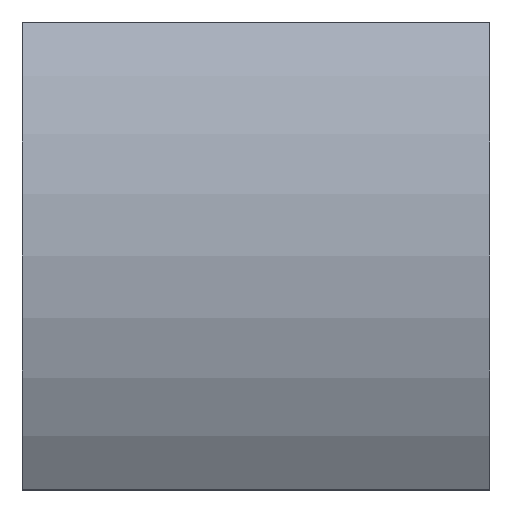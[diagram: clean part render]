
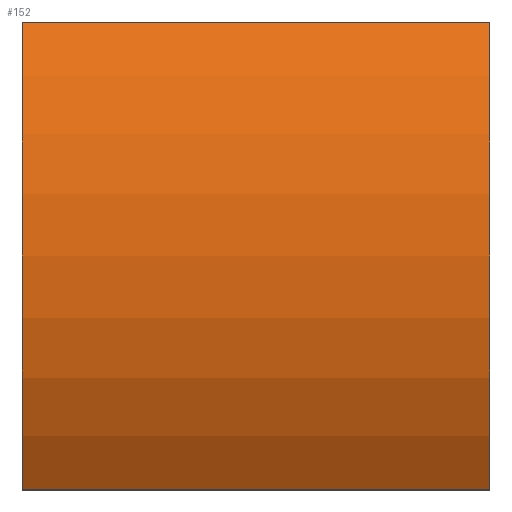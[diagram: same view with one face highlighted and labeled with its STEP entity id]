
A CAD part, left-side view. The second image highlights one B-rep face of the part: STEP entity #152.
In plain terms, the highlighted cylindrical face has radius 9.16 mm (diameter 18.32 mm), a partial arc.
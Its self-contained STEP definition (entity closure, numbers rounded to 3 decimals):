
#6 = VECTOR ( 'NONE', #22, 1000. ) ;
#13 = EDGE_LOOP ( 'NONE', ( #37, #70, #119, #55 ) ) ;
#18 = EDGE_CURVE ( 'NONE', #91, #128, #140, .T. ) ;
#21 = CARTESIAN_POINT ( 'NONE',  ( -3.32, 0., -5. ) ) ;
#22 = DIRECTION ( 'NONE',  ( 0., -1., 0. ) ) ;
#29 = DIRECTION ( 'NONE',  ( 0., 0., -1. ) ) ;
#33 = CARTESIAN_POINT ( 'NONE',  ( -3.32, 10., 5. ) ) ;
#37 = ORIENTED_EDGE ( 'NONE', *, *, #92, .T. ) ;
#50 = LINE ( 'NONE', #99, #6 ) ;
#55 = ORIENTED_EDGE ( 'NONE', *, *, #135, .T. ) ;
#59 = CIRCLE ( 'NONE', #167, 9.16 ) ;
#61 = VERTEX_POINT ( 'NONE', #149 ) ;
#62 = AXIS2_PLACEMENT_3D ( 'NONE', #186, #170, #112 ) ;
#65 = AXIS2_PLACEMENT_3D ( 'NONE', #134, #103, #29 ) ;
#70 = ORIENTED_EDGE ( 'NONE', *, *, #18, .F. ) ;
#72 = VECTOR ( 'NONE', #172, 1000. ) ;
#76 = CARTESIAN_POINT ( 'NONE',  ( -3.32, 0., 5. ) ) ;
#90 = CIRCLE ( 'NONE', #62, 9.16 ) ;
#91 = VERTEX_POINT ( 'NONE', #201 ) ;
#92 = EDGE_CURVE ( 'NONE', #143, #128, #90, .T. ) ;
#99 = CARTESIAN_POINT ( 'NONE',  ( -3.32, 10., -5. ) ) ;
#102 = CARTESIAN_POINT ( 'NONE',  ( 4.355, 10., 0. ) ) ;
#103 = DIRECTION ( 'NONE',  ( 0., -1., 0. ) ) ;
#112 = DIRECTION ( 'NONE',  ( 0., 0., 1. ) ) ;
#118 = EDGE_CURVE ( 'NONE', #61, #91, #59, .T. ) ;
#119 = ORIENTED_EDGE ( 'NONE', *, *, #118, .F. ) ;
#128 = VERTEX_POINT ( 'NONE', #76 ) ;
#132 = DIRECTION ( 'NONE',  ( 0., 1., 0. ) ) ;
#134 = CARTESIAN_POINT ( 'NONE',  ( 4.355, 10., 0. ) ) ;
#135 = EDGE_CURVE ( 'NONE', #61, #143, #50, .T. ) ;
#140 = LINE ( 'NONE', #33, #72 ) ;
#141 = DIRECTION ( 'NONE',  ( 0., 0., 1. ) ) ;
#143 = VERTEX_POINT ( 'NONE', #21 ) ;
#149 = CARTESIAN_POINT ( 'NONE',  ( -3.32, 10., -5. ) ) ;
#152 = ADVANCED_FACE ( 'NONE', ( #173 ), #204, .T. ) ;
#167 = AXIS2_PLACEMENT_3D ( 'NONE', #102, #132, #141 ) ;
#170 = DIRECTION ( 'NONE',  ( 0., 1., 0. ) ) ;
#172 = DIRECTION ( 'NONE',  ( 0., -1., 0. ) ) ;
#173 = FACE_OUTER_BOUND ( 'NONE', #13, .T. ) ;
#186 = CARTESIAN_POINT ( 'NONE',  ( 4.355, 0., 0. ) ) ;
#201 = CARTESIAN_POINT ( 'NONE',  ( -3.32, 10., 5. ) ) ;
#204 = CYLINDRICAL_SURFACE ( 'NONE', #65, 9.16 ) ;
